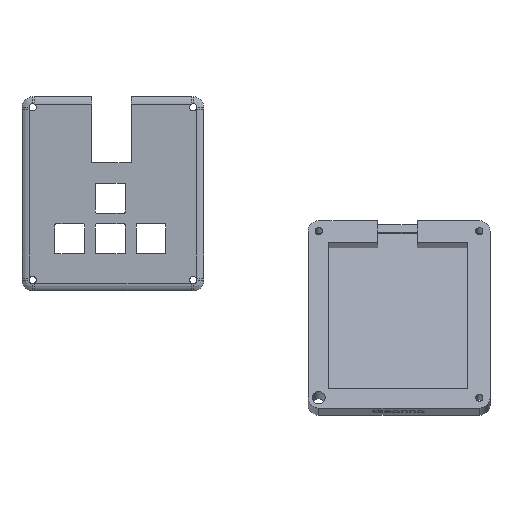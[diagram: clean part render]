
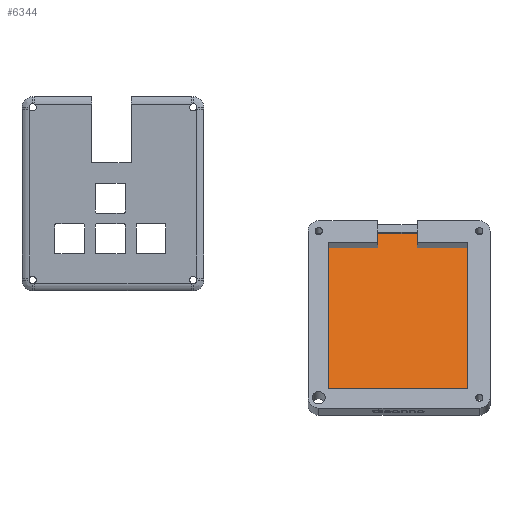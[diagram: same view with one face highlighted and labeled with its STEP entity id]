
A CAD part, top view. The second image highlights one B-rep face of the part: STEP entity #6344.
In plain terms, the highlighted face is planar.
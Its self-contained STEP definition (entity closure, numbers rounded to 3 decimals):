
#295=PLANE('',#6561);
#596=FACE_OUTER_BOUND('',#967,.T.);
#967=EDGE_LOOP('',(#5511,#5512,#5513,#5514,#5515,#5516,#5517,#5518));
#1219=LINE('',#10013,#1702);
#1235=LINE('',#10054,#1718);
#1238=LINE('',#10060,#1721);
#1241=LINE('',#10066,#1724);
#1244=LINE('',#10072,#1727);
#1245=LINE('',#10074,#1728);
#1426=LINE('',#12589,#1909);
#1427=LINE('',#12592,#1910);
#1702=VECTOR('',#6971,10.);
#1718=VECTOR('',#7005,10.);
#1721=VECTOR('',#7010,10.);
#1724=VECTOR('',#7015,10.);
#1727=VECTOR('',#7020,10.);
#1728=VECTOR('',#7023,10.);
#1909=VECTOR('',#7306,10.);
#1910=VECTOR('',#7311,10.);
#2637=VERTEX_POINT('',#10006);
#2640=VERTEX_POINT('',#10011);
#2653=VERTEX_POINT('',#10047);
#2656=VERTEX_POINT('',#10052);
#2657=VERTEX_POINT('',#10056);
#2659=VERTEX_POINT('',#10062);
#2661=VERTEX_POINT('',#10068);
#2910=VERTEX_POINT('',#12586);
#3391=EDGE_CURVE('',#2640,#2637,#1219,.T.);
#3411=EDGE_CURVE('',#2653,#2656,#1235,.T.);
#3414=EDGE_CURVE('',#2657,#2653,#1238,.T.);
#3417=EDGE_CURVE('',#2659,#2657,#1241,.T.);
#3420=EDGE_CURVE('',#2661,#2659,#1244,.T.);
#3421=EDGE_CURVE('',#2640,#2661,#1245,.T.);
#3798=EDGE_CURVE('',#2910,#2637,#1426,.T.);
#3799=EDGE_CURVE('',#2656,#2910,#1427,.T.);
#5511=ORIENTED_EDGE('',*,*,#3798,.T.);
#5512=ORIENTED_EDGE('',*,*,#3391,.F.);
#5513=ORIENTED_EDGE('',*,*,#3421,.T.);
#5514=ORIENTED_EDGE('',*,*,#3420,.T.);
#5515=ORIENTED_EDGE('',*,*,#3417,.T.);
#5516=ORIENTED_EDGE('',*,*,#3414,.T.);
#5517=ORIENTED_EDGE('',*,*,#3411,.T.);
#5518=ORIENTED_EDGE('',*,*,#3799,.T.);
#6344=ADVANCED_FACE('',(#596),#295,.T.);
#6561=AXIS2_PLACEMENT_3D('',#12593,#7312,#7313);
#6971=DIRECTION('',(1.,0.,0.));
#7005=DIRECTION('',(0.,1.,0.));
#7010=DIRECTION('',(1.,0.,0.));
#7015=DIRECTION('',(0.,-1.,0.));
#7020=DIRECTION('',(-1.,0.,0.));
#7023=DIRECTION('',(0.,-1.,0.));
#7306=DIRECTION('',(0.,1.,0.));
#7311=DIRECTION('',(-1.,0.,0.));
#7312=DIRECTION('center_axis',(0.,0.,1.));
#7313=DIRECTION('ref_axis',(1.,0.,0.));
#10006=CARTESIAN_POINT('',(-194.523,169.5,3.));
#10011=CARTESIAN_POINT('',(-213.023,169.5,3.));
#10013=CARTESIAN_POINT('',(-240.4,169.5,3.));
#10047=CARTESIAN_POINT('',(-170.873,91.583,3.));
#10052=CARTESIAN_POINT('',(-170.873,162.583,3.));
#10054=CARTESIAN_POINT('',(-170.873,49.333,3.));
#10056=CARTESIAN_POINT('',(-236.173,91.583,3.));
#10060=CARTESIAN_POINT('',(-219.848,91.583,3.));
#10062=CARTESIAN_POINT('',(-236.173,162.583,3.));
#10066=CARTESIAN_POINT('',(-236.173,84.833,3.));
#10068=CARTESIAN_POINT('',(-213.023,162.583,3.));
#10072=CARTESIAN_POINT('',(-208.273,162.583,3.));
#10074=CARTESIAN_POINT('',(-213.023,90.083,3.));
#12586=CARTESIAN_POINT('',(-194.523,162.583,3.));
#12589=CARTESIAN_POINT('',(-194.523,84.833,3.));
#12592=CARTESIAN_POINT('',(-187.198,162.583,3.));
#12593=CARTESIAN_POINT('Origin',(-203.523,7.083,3.));
